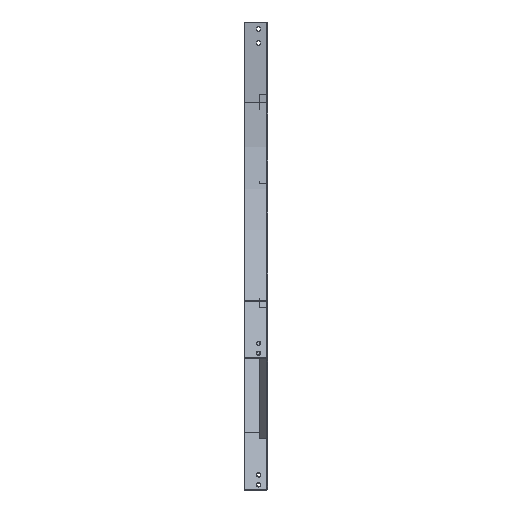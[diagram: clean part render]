
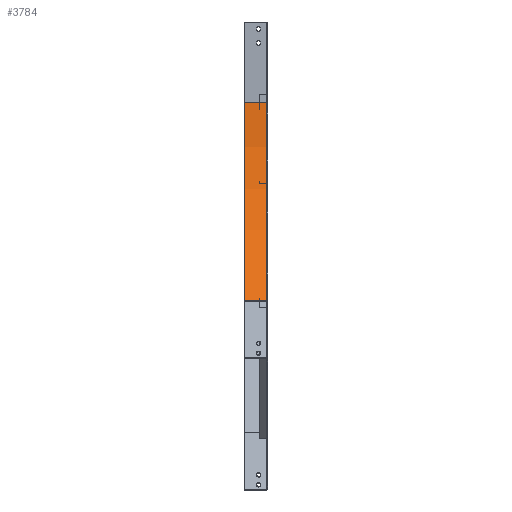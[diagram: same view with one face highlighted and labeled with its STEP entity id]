
A CAD part, left-side view. The second image highlights one B-rep face of the part: STEP entity #3784.
In plain terms, the highlighted cylindrical face has radius 600 mm (diameter 1200 mm), a partial arc.
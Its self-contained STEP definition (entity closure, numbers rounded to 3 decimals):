
#518 = CARTESIAN_POINT ( 'NONE',  ( 0., 7.07, -173. ) ) ;
#520 = CARTESIAN_POINT ( 'NONE',  ( 0., -41.13, -173. ) ) ;
#523 = CARTESIAN_POINT ( 'NONE',  ( -175.736, 7.07, -597.264 ) ) ;
#524 = CARTESIAN_POINT ( 'NONE',  ( -175.736, -41.13, -597.264 ) ) ;
#907 = EDGE_CURVE ( 'NONE', #5187, #5189, #1616, .T. ) ;
#908 = EDGE_CURVE ( 'NONE', #5187, #5192, #1618, .T. ) ;
#909 = EDGE_CURVE ( 'NONE', #5192, #5193, #1620, .T. ) ;
#910 = EDGE_CURVE ( 'NONE', #5189, #5193, #1623, .T. ) ;
#1616 = LINE ( 'NONE', #3090, #1621 ) ;
#1618 = CIRCLE ( 'NONE', #2450, 600. ) ;
#1620 = LINE ( 'NONE', #3096, #1624 ) ;
#1621 = VECTOR ( 'NONE', #3093, 1000. ) ;
#1623 = CIRCLE ( 'NONE', #2451, 600. ) ;
#1624 = VECTOR ( 'NONE', #3094, 1000. ) ;
#2082 = AXIS2_PLACEMENT_3D ( 'NONE', #2916, #2914, #2912 ) ;
#2450 = AXIS2_PLACEMENT_3D ( 'NONE', #3097, #3098, #3099 ) ;
#2451 = AXIS2_PLACEMENT_3D ( 'NONE', #3101, #3102, #3103 ) ;
#2912 = DIRECTION ( 'NONE',  ( 0., 0., 1. ) ) ;
#2914 = DIRECTION ( 'NONE',  ( 0., 1., 0. ) ) ;
#2916 = CARTESIAN_POINT ( 'NONE',  ( -600., 0., -173. ) ) ;
#3090 = CARTESIAN_POINT ( 'NONE',  ( 0., -41.13, -173. ) ) ;
#3093 = DIRECTION ( 'NONE',  ( 0., -1., 0. ) ) ;
#3094 = DIRECTION ( 'NONE',  ( 0., -1., 0. ) ) ;
#3096 = CARTESIAN_POINT ( 'NONE',  ( -175.736, -41.13, -597.264 ) ) ;
#3097 = CARTESIAN_POINT ( 'NONE',  ( -600., 7.07, -173. ) ) ;
#3098 = DIRECTION ( 'NONE',  ( 0., 1., 0. ) ) ;
#3099 = DIRECTION ( 'NONE',  ( 0., 0., 1. ) ) ;
#3101 = CARTESIAN_POINT ( 'NONE',  ( -600., -41.13, -173. ) ) ;
#3102 = DIRECTION ( 'NONE',  ( 0., 1., 0. ) ) ;
#3103 = DIRECTION ( 'NONE',  ( 0., 0., 1. ) ) ;
#3426 = FACE_OUTER_BOUND ( 'NONE', #5402, .T. ) ;
#3431 = CYLINDRICAL_SURFACE ( 'NONE', #2082, 600. ) ;
#3784 = ADVANCED_FACE ( 'NONE', ( #3426 ), #3431, .F. ) ;
#3906 = ORIENTED_EDGE ( 'NONE', *, *, #907, .F. ) ;
#3907 = ORIENTED_EDGE ( 'NONE', *, *, #908, .T. ) ;
#3908 = ORIENTED_EDGE ( 'NONE', *, *, #909, .T. ) ;
#3909 = ORIENTED_EDGE ( 'NONE', *, *, #910, .F. ) ;
#5187 = VERTEX_POINT ( 'NONE', #518 ) ;
#5189 = VERTEX_POINT ( 'NONE', #520 ) ;
#5192 = VERTEX_POINT ( 'NONE', #523 ) ;
#5193 = VERTEX_POINT ( 'NONE', #524 ) ;
#5402 = EDGE_LOOP ( 'NONE', ( #3906, #3907, #3908, #3909 ) ) ;
